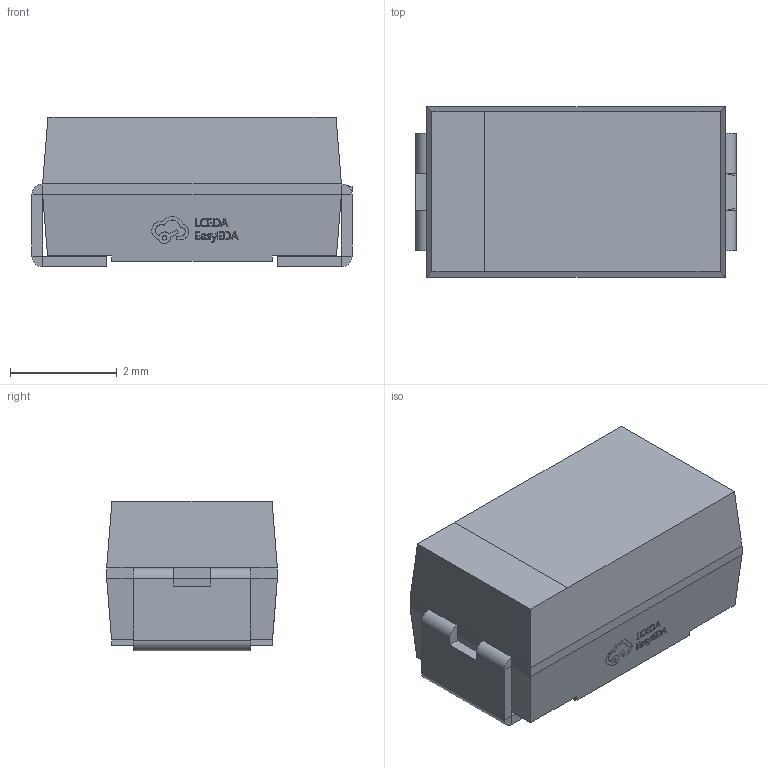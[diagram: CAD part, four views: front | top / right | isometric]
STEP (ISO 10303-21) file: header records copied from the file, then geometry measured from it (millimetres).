
FILE_DESCRIPTION (( 'STEP AP214' ), '1' );
FILE_NAME ('CASE-C_L6.0-W3.2-H2.7.step', '2025-02-11T02:49:54', ( '' ), ( '' ), 'SwSTEP 2.0', 'SolidWorks 2021', '' );
FILE_SCHEMA (( 'AUTOMOTIVE_DESIGN' ));
Length unit declared in the file: millimetre
Products named in the file (1): CASE-C_L6.0-W3.2-H2.7
Bounding box: 6 x 3.2 x 2.8 mm (x, y, z)
Volume: 47.8 mm3; surface area: 104.8 mm2
Topology: 2 solids, 2 shells, 291 faces, 768 edges, 496 vertices
Faces by surface type: plane 187, bspline 98, cylinder 6
Entity records: 12614 total; most frequent: CARTESIAN_POINT 2862, ORIENTED_EDGE 1536, DIRECTION 968, EDGE_CURVE 768, VECTOR 556, LINE 556, VERTEX_POINT 496, EDGE_LOOP 310
